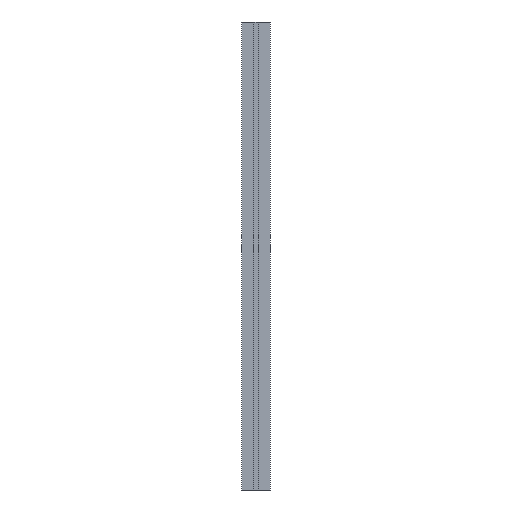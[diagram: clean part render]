
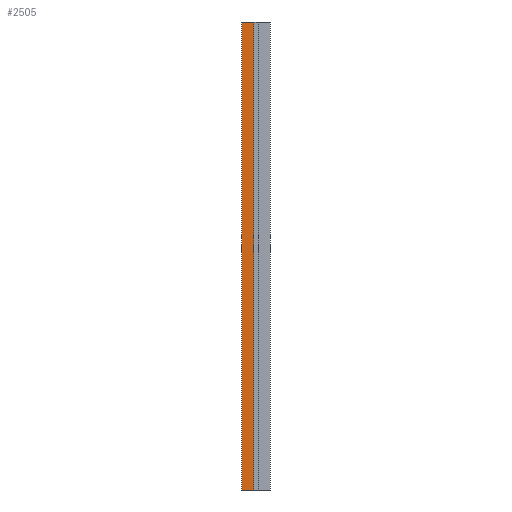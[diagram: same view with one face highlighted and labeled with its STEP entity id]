
A CAD part, front view. The second image highlights one B-rep face of the part: STEP entity #2505.
In plain terms, the highlighted planar face has unit normal (0, -1, 0).
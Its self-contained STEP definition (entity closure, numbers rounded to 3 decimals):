
#274 = VERTEX_POINT ( 'NONE', #676 ) ;
#328 = VERTEX_POINT ( 'NONE', #2594 ) ;
#410 = FACE_OUTER_BOUND ( 'NONE', #785, .T. ) ;
#425 = PLANE ( 'NONE',  #1706 ) ;
#438 = DIRECTION ( 'NONE',  ( 0., 1., 0. ) ) ;
#447 = EDGE_CURVE ( 'NONE', #274, #328, #822, .T. ) ;
#449 = DIRECTION ( 'NONE',  ( 0., 0., 1. ) ) ;
#494 = VECTOR ( 'NONE', #2695, 1000. ) ;
#636 = CARTESIAN_POINT ( 'NONE',  ( 0., -20., 1000. ) ) ;
#676 = CARTESIAN_POINT ( 'NONE',  ( -30., -20., 0. ) ) ;
#773 = VERTEX_POINT ( 'NONE', #801 ) ;
#785 = EDGE_LOOP ( 'NONE', ( #1916, #2442, #921, #1834 ) ) ;
#801 = CARTESIAN_POINT ( 'NONE',  ( -4.3, -20., 1000. ) ) ;
#811 = DIRECTION ( 'NONE',  ( 1., 0., 0. ) ) ;
#822 = LINE ( 'NONE', #2238, #895 ) ;
#842 = LINE ( 'NONE', #2665, #494 ) ;
#849 = LINE ( 'NONE', #2486, #2078 ) ;
#895 = VECTOR ( 'NONE', #811, 1000. ) ;
#921 = ORIENTED_EDGE ( 'NONE', *, *, #1383, .F. ) ;
#923 = EDGE_CURVE ( 'NONE', #1411, #274, #849, .T. ) ;
#942 = CARTESIAN_POINT ( 'NONE',  ( -30., -20., 1000. ) ) ;
#1100 = DIRECTION ( 'NONE',  ( 0., 0., -1. ) ) ;
#1383 = EDGE_CURVE ( 'NONE', #1411, #773, #842, .T. ) ;
#1411 = VERTEX_POINT ( 'NONE', #942 ) ;
#1571 = CARTESIAN_POINT ( 'NONE',  ( -4.3, -20., 1000. ) ) ;
#1706 = AXIS2_PLACEMENT_3D ( 'NONE', #636, #438, #449 ) ;
#1805 = EDGE_CURVE ( 'NONE', #773, #328, #2183, .T. ) ;
#1834 = ORIENTED_EDGE ( 'NONE', *, *, #923, .T. ) ;
#1916 = ORIENTED_EDGE ( 'NONE', *, *, #447, .T. ) ;
#2078 = VECTOR ( 'NONE', #1100, 1000. ) ;
#2183 = LINE ( 'NONE', #1571, #2378 ) ;
#2238 = CARTESIAN_POINT ( 'NONE',  ( 0., -20., 0. ) ) ;
#2378 = VECTOR ( 'NONE', #2923, 1000. ) ;
#2442 = ORIENTED_EDGE ( 'NONE', *, *, #1805, .F. ) ;
#2486 = CARTESIAN_POINT ( 'NONE',  ( -30., -20., 1000. ) ) ;
#2505 = ADVANCED_FACE ( 'NONE', ( #410 ), #425, .F. ) ;
#2594 = CARTESIAN_POINT ( 'NONE',  ( -4.3, -20., 0. ) ) ;
#2665 = CARTESIAN_POINT ( 'NONE',  ( 0., -20., 1000. ) ) ;
#2695 = DIRECTION ( 'NONE',  ( 1., 0., 0. ) ) ;
#2923 = DIRECTION ( 'NONE',  ( 0., 0., -1. ) ) ;
